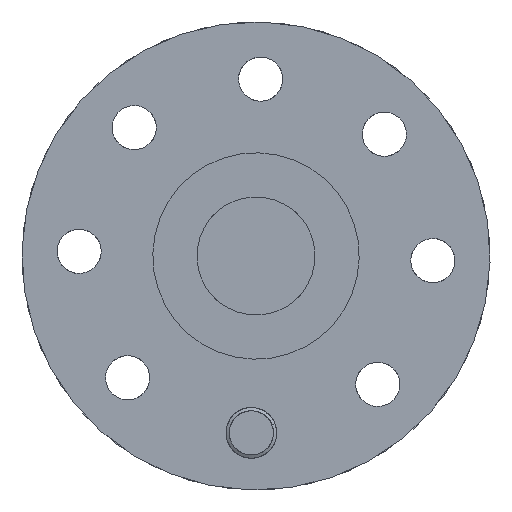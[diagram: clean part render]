
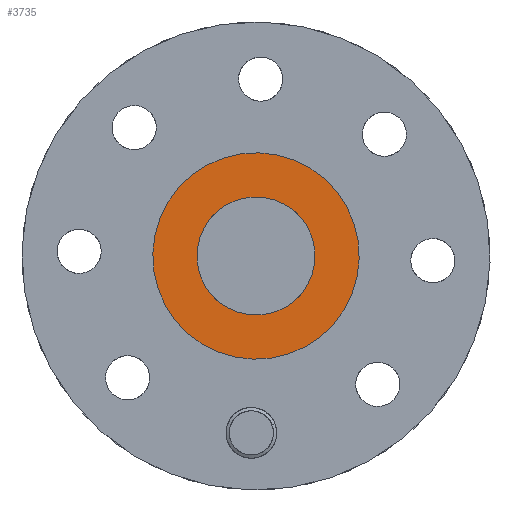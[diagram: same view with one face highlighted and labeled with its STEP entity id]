
A CAD part, left-side view. The second image highlights one B-rep face of the part: STEP entity #3735.
In plain terms, the highlighted face is planar.
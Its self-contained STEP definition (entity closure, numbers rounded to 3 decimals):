
#550 = FACE_BOUND ( 'NONE', #17661, .T. ) ;
#569 = CIRCLE ( 'NONE', #4349, 7. ) ;
#2307 = DIRECTION ( 'NONE',  ( 1., 0., 0. ) ) ;
#2328 = CARTESIAN_POINT ( 'NONE',  ( 0., 0., 26. ) ) ;
#2440 = DIRECTION ( 'NONE',  ( 0., 0., 1. ) ) ;
#2813 = CIRCLE ( 'NONE', #17869, 4. ) ;
#3388 = AXIS2_PLACEMENT_3D ( 'NONE', #2328, #2440, #7756 ) ;
#3735 = ADVANCED_FACE ( 'NONE', ( #4098, #550 ), #11290, .T. ) ;
#4075 = DIRECTION ( 'NONE',  ( 0., 0., 1. ) ) ;
#4098 = FACE_OUTER_BOUND ( 'NONE', #10498, .T. ) ;
#4306 = ORIENTED_EDGE ( 'NONE', *, *, #9900, .T. ) ;
#4349 = AXIS2_PLACEMENT_3D ( 'NONE', #21603, #12902, #5481 ) ;
#5481 = DIRECTION ( 'NONE',  ( 1., 0., 0. ) ) ;
#5747 = DIRECTION ( 'NONE',  ( 0., 0., 1. ) ) ;
#6305 = VERTEX_POINT ( 'NONE', #18357 ) ;
#6772 = EDGE_CURVE ( 'NONE', #7725, #16222, #12074, .T. ) ;
#7725 = VERTEX_POINT ( 'NONE', #18425 ) ;
#7756 = DIRECTION ( 'NONE',  ( 1., 0., 0. ) ) ;
#8208 = CIRCLE ( 'NONE', #20600, 4. ) ;
#8252 = ORIENTED_EDGE ( 'NONE', *, *, #18362, .F. ) ;
#8467 = DIRECTION ( 'NONE',  ( 0., 0., 1. ) ) ;
#8585 = DIRECTION ( 'NONE',  ( 1., 0., 0. ) ) ;
#8787 = ORIENTED_EDGE ( 'NONE', *, *, #6772, .T. ) ;
#9777 = CARTESIAN_POINT ( 'NONE',  ( -7., 0., 26. ) ) ;
#9900 = EDGE_CURVE ( 'NONE', #16222, #7725, #569, .T. ) ;
#10498 = EDGE_LOOP ( 'NONE', ( #4306, #8787 ) ) ;
#10963 = AXIS2_PLACEMENT_3D ( 'NONE', #11155, #5747, #2307 ) ;
#11155 = CARTESIAN_POINT ( 'NONE',  ( 0., 0., 26. ) ) ;
#11290 = PLANE ( 'NONE',  #3388 ) ;
#11724 = DIRECTION ( 'NONE',  ( 1., 0., 0. ) ) ;
#12074 = CIRCLE ( 'NONE', #10963, 7. ) ;
#12506 = VERTEX_POINT ( 'NONE', #21439 ) ;
#12902 = DIRECTION ( 'NONE',  ( 0., 0., 1. ) ) ;
#15644 = EDGE_CURVE ( 'NONE', #6305, #12506, #2813, .T. ) ;
#16222 = VERTEX_POINT ( 'NONE', #9777 ) ;
#17661 = EDGE_LOOP ( 'NONE', ( #8252, #20766 ) ) ;
#17869 = AXIS2_PLACEMENT_3D ( 'NONE', #19060, #8467, #8585 ) ;
#18357 = CARTESIAN_POINT ( 'NONE',  ( 4., 0., 26. ) ) ;
#18362 = EDGE_CURVE ( 'NONE', #12506, #6305, #8208, .T. ) ;
#18425 = CARTESIAN_POINT ( 'NONE',  ( 7., 0., 26. ) ) ;
#19060 = CARTESIAN_POINT ( 'NONE',  ( 0., 0., 26. ) ) ;
#20198 = CARTESIAN_POINT ( 'NONE',  ( 0., 0., 26. ) ) ;
#20600 = AXIS2_PLACEMENT_3D ( 'NONE', #20198, #4075, #11724 ) ;
#20766 = ORIENTED_EDGE ( 'NONE', *, *, #15644, .F. ) ;
#21439 = CARTESIAN_POINT ( 'NONE',  ( -4., 0., 26. ) ) ;
#21603 = CARTESIAN_POINT ( 'NONE',  ( 0., 0., 26. ) ) ;
